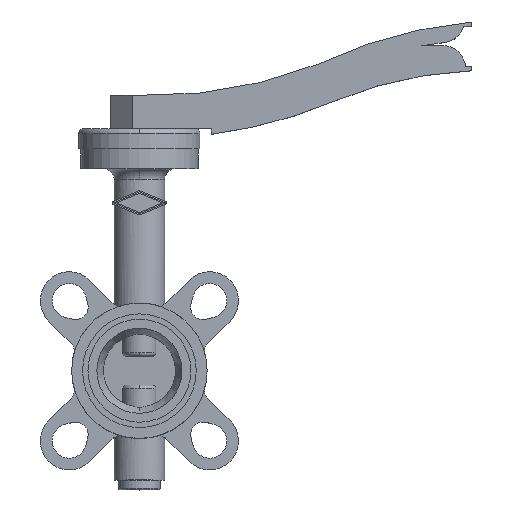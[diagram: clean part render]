
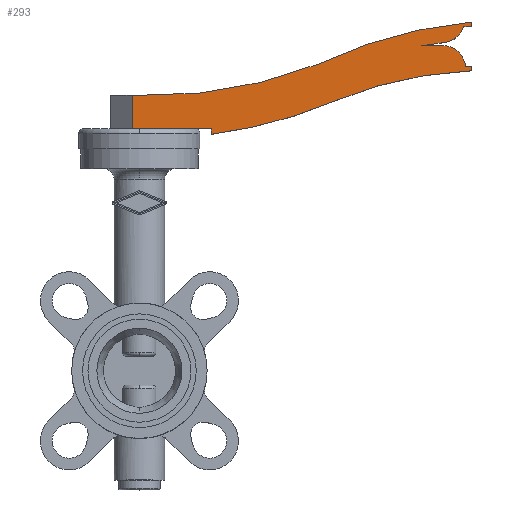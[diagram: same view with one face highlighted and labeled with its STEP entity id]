
A CAD part, top view. The second image highlights one B-rep face of the part: STEP entity #293.
In plain terms, the highlighted planar face has unit normal (0, 0, 1).
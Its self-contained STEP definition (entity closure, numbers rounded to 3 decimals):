
#293 = ADVANCED_FACE( '', ( #657 ), #658, .T. );
#657 = FACE_OUTER_BOUND( '', #1021, .T. );
#658 = PLANE( '', #1022 );
#1021 = EDGE_LOOP( '', ( #2449, #2450, #2451, #2452, #2453, #2454, #2455, #2456, #2457, #2458, #2459, #2460, #2461, #2462, #2463, #2464 ) );
#1022 = AXIS2_PLACEMENT_3D( '', #2465, #2466, #2467 );
#2449 = ORIENTED_EDGE( '', *, *, #2884, .T. );
#2450 = ORIENTED_EDGE( '', *, *, #2892, .T. );
#2451 = ORIENTED_EDGE( '', *, *, #2908, .T. );
#2452 = ORIENTED_EDGE( '', *, *, #2910, .T. );
#2453 = ORIENTED_EDGE( '', *, *, #2912, .T. );
#2454 = ORIENTED_EDGE( '', *, *, #2914, .T. );
#2455 = ORIENTED_EDGE( '', *, *, #2916, .T. );
#2456 = ORIENTED_EDGE( '', *, *, #2918, .T. );
#2457 = ORIENTED_EDGE( '', *, *, #2920, .T. );
#2458 = ORIENTED_EDGE( '', *, *, #2922, .T. );
#2459 = ORIENTED_EDGE( '', *, *, #2924, .T. );
#2460 = ORIENTED_EDGE( '', *, *, #2926, .T. );
#2461 = ORIENTED_EDGE( '', *, *, #2928, .T. );
#2462 = ORIENTED_EDGE( '', *, *, #2930, .T. );
#2463 = ORIENTED_EDGE( '', *, *, #2932, .T. );
#2464 = ORIENTED_EDGE( '', *, *, #2933, .T. );
#2465 = CARTESIAN_POINT( '', ( 0., 131., -6.5 ) );
#2466 = DIRECTION( '', ( 0., 0., 1. ) );
#2467 = DIRECTION( '', ( 1., 0., 0. ) );
#2884 = EDGE_CURVE( '', #3631, #3628, #3632, .T. );
#2892 = EDGE_CURVE( '', #3628, #3643, #3645, .T. );
#2908 = EDGE_CURVE( '', #3643, #3673, #3675, .T. );
#2910 = EDGE_CURVE( '', #3673, #3676, #3678, .T. );
#2912 = EDGE_CURVE( '', #3676, #3679, #3681, .T. );
#2914 = EDGE_CURVE( '', #3679, #3682, #3684, .T. );
#2916 = EDGE_CURVE( '', #3682, #3685, #3687, .T. );
#2918 = EDGE_CURVE( '', #3685, #3688, #3690, .T. );
#2920 = EDGE_CURVE( '', #3688, #3691, #3693, .T. );
#2922 = EDGE_CURVE( '', #3691, #3694, #3696, .T. );
#2924 = EDGE_CURVE( '', #3694, #3697, #3699, .T. );
#2926 = EDGE_CURVE( '', #3697, #3700, #3702, .T. );
#2928 = EDGE_CURVE( '', #3700, #3703, #3705, .T. );
#2930 = EDGE_CURVE( '', #3703, #3706, #3708, .T. );
#2932 = EDGE_CURVE( '', #3706, #3709, #3711, .T. );
#2933 = EDGE_CURVE( '', #3709, #3631, #3712, .T. );
#3628 = VERTEX_POINT( '', #5357 );
#3631 = VERTEX_POINT( '', #5361 );
#3632 = LINE( '', #5362, #5363 );
#3643 = VERTEX_POINT( '', #5380 );
#3645 = LINE( '', #5383, #5384 );
#3673 = VERTEX_POINT( '', #5420 );
#3675 = LINE( '', #5423, #5424 );
#3676 = VERTEX_POINT( '', #5425 );
#3678 = CIRCLE( '', #5428, 255. );
#3679 = VERTEX_POINT( '', #5429 );
#3681 = CIRCLE( '', #5432, 223. );
#3682 = VERTEX_POINT( '', #5433 );
#3684 = LINE( '', #5436, #5437 );
#3685 = VERTEX_POINT( '', #5438 );
#3687 = LINE( '', #5441, #5442 );
#3688 = VERTEX_POINT( '', #5443 );
#3690 = CIRCLE( '', #5446, 12.5 );
#3691 = VERTEX_POINT( '', #5447 );
#3693 = LINE( '', #5450, #5451 );
#3694 = VERTEX_POINT( '', #5452 );
#3696 = LINE( '', #5455, #5456 );
#3697 = VERTEX_POINT( '', #5457 );
#3699 = CIRCLE( '', #5460, 12.5 );
#3700 = VERTEX_POINT( '', #5461 );
#3702 = LINE( '', #5464, #5465 );
#3703 = VERTEX_POINT( '', #5466 );
#3705 = LINE( '', #5469, #5470 );
#3706 = VERTEX_POINT( '', #5471 );
#3708 = CIRCLE( '', #5474, 255. );
#3709 = VERTEX_POINT( '', #5475 );
#3711 = CIRCLE( '', #5478, 250. );
#3712 = LINE( '', #5479, #5480 );
#5357 = CARTESIAN_POINT( '', ( -4., 134., -6.5 ) );
#5361 = CARTESIAN_POINT( '', ( -4., 152.6, -6.5 ) );
#5362 = CARTESIAN_POINT( '', ( -4., 131., -6.5 ) );
#5363 = VECTOR( '', #6199, 1. );
#5380 = CARTESIAN_POINT( '', ( 39.8, 134., -6.5 ) );
#5383 = CARTESIAN_POINT( '', ( -16., 134., -6.5 ) );
#5384 = VECTOR( '', #6207, 1. );
#5420 = CARTESIAN_POINT( '', ( 39.8, 131., -6.5 ) );
#5423 = CARTESIAN_POINT( '', ( 39.8, 134., -6.5 ) );
#5424 = VECTOR( '', #6235, 1. );
#5425 = CARTESIAN_POINT( '', ( 107., 149., -6.5 ) );
#5428 = AXIS2_PLACEMENT_3D( '', #6237, #6238, #6239 );
#5429 = CARTESIAN_POINT( '', ( 184., 166.2, -6.5 ) );
#5432 = AXIS2_PLACEMENT_3D( '', #6241, #6242, #6243 );
#5433 = CARTESIAN_POINT( '', ( 184., 168.7, -6.5 ) );
#5436 = CARTESIAN_POINT( '', ( 184., 166.2, -6.5 ) );
#5437 = VECTOR( '', #6245, 1. );
#5438 = CARTESIAN_POINT( '', ( 180.6, 168.7, -6.5 ) );
#5441 = CARTESIAN_POINT( '', ( 184., 168.7, -6.5 ) );
#5442 = VECTOR( '', #6247, 1. );
#5443 = CARTESIAN_POINT( '', ( 168.015, 180.122, -6.5 ) );
#5446 = AXIS2_PLACEMENT_3D( '', #6249, #6250, #6251 );
#5447 = CARTESIAN_POINT( '', ( 156.4, 180., -6.5 ) );
#5450 = CARTESIAN_POINT( '', ( 168.015, 180.122, -6.5 ) );
#5451 = VECTOR( '', #6253, 1. );
#5452 = CARTESIAN_POINT( '', ( 169.9, 182., -6.5 ) );
#5455 = CARTESIAN_POINT( '', ( 156.4, 180., -6.5 ) );
#5456 = VECTOR( '', #6255, 1. );
#5457 = CARTESIAN_POINT( '', ( 179.7, 190.7, -6.5 ) );
#5460 = AXIS2_PLACEMENT_3D( '', #6257, #6258, #6259 );
#5461 = CARTESIAN_POINT( '', ( 184., 190.7, -6.5 ) );
#5464 = CARTESIAN_POINT( '', ( 179.7, 190.7, -6.5 ) );
#5465 = VECTOR( '', #6261, 1. );
#5466 = CARTESIAN_POINT( '', ( 184., 193.2, -6.5 ) );
#5469 = CARTESIAN_POINT( '', ( 184., 190.7, -6.5 ) );
#5470 = VECTOR( '', #6263, 1. );
#5471 = CARTESIAN_POINT( '', ( 99., 169.89, -6.5 ) );
#5474 = AXIS2_PLACEMENT_3D( '', #6265, #6266, #6267 );
#5475 = CARTESIAN_POINT( '', ( 0., 152.6, -6.5 ) );
#5478 = AXIS2_PLACEMENT_3D( '', #6269, #6270, #6271 );
#5479 = CARTESIAN_POINT( '', ( 0., 152.6, -6.5 ) );
#5480 = VECTOR( '', #6272, 1. );
#6199 = DIRECTION( '', ( 0., -1., 0. ) );
#6207 = DIRECTION( '', ( 1., 0., 0. ) );
#6235 = DIRECTION( '', ( 0., -1., 0. ) );
#6237 = CARTESIAN_POINT( '', ( 8.039, 384.014, -6.5 ) );
#6238 = DIRECTION( '', ( 0., 0., 1. ) );
#6239 = DIRECTION( '', ( 0.125, -0.992, 0. ) );
#6241 = CARTESIAN_POINT( '', ( 193.348, -56.604, -6.5 ) );
#6242 = DIRECTION( '', ( 0., 0., -1. ) );
#6243 = DIRECTION( '', ( -0.387, 0.922, 0. ) );
#6245 = DIRECTION( '', ( 0., 1., 0. ) );
#6247 = DIRECTION( '', ( -1., 0., 0. ) );
#6249 = CARTESIAN_POINT( '', ( 168.147, 167.623, -6.5 ) );
#6250 = DIRECTION( '', ( 0., 0., 1. ) );
#6251 = DIRECTION( '', ( 0.996, 0.086, 0. ) );
#6253 = DIRECTION( '', ( -1., -0.01, 0. ) );
#6255 = DIRECTION( '', ( 0.989, 0.147, 0. ) );
#6257 = CARTESIAN_POINT( '', ( 167.733, 194.311, -6.5 ) );
#6258 = DIRECTION( '', ( 0., 0., 1. ) );
#6259 = DIRECTION( '', ( 0.173, -0.985, 0. ) );
#6261 = DIRECTION( '', ( 1., 0., 0. ) );
#6263 = DIRECTION( '', ( 0., 1., 0. ) );
#6265 = CARTESIAN_POINT( '', ( 207.925, -60.675, -6.5 ) );
#6266 = DIRECTION( '', ( 0., 0., 1. ) );
#6267 = DIRECTION( '', ( -0.094, 0.996, 0. ) );
#6269 = CARTESIAN_POINT( '', ( 7.367, 402.491, -6.5 ) );
#6270 = DIRECTION( '', ( 0., 0., -1. ) );
#6271 = DIRECTION( '', ( 0.367, -0.93, 0. ) );
#6272 = DIRECTION( '', ( -1., 0., 0. ) );
